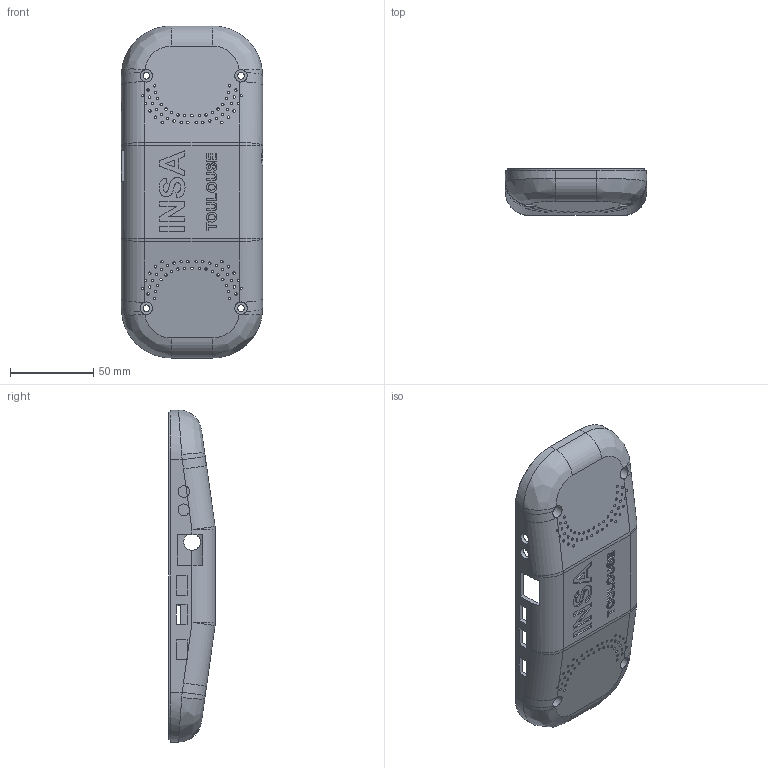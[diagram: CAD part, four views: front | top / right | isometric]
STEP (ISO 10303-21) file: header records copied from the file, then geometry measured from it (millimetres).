
FILE_DESCRIPTION(/* description */ (''),/* implementation_level */ '2;1');
FILE_NAME(/* name */ 'Partie basse-slim.stp',/* time_stamp */ '2019-04-25T14:34:11+02:00',/* author */ ('dimercur'),/* organization */ (''),/* preprocessor_version */ 'ST-DEVELOPER v17',/* originating_system */ 'Autodesk Inventor 2019',/* authorisation */ '');
FILE_SCHEMA (('AUTOMOTIVE_DESIGN { 1 0 10303 214 3 1 1 }'));
Length unit declared in the file: millimetre
Products named in the file (1): Partie basse-slim
Bounding box: 85 x 28 x 200 mm (x, y, z)
Volume: 60123.8 mm3; surface area: 52643.3 mm2
Topology: 1 solids, 1 shells, 357 faces, 1192 edges, 836 vertices
Faces by surface type: cylinder 141, plane 130, bspline 78, sphere 8
Full cylindrical faces by diameter (mm): 1.5 x90, 4 x4, 7 x2, 7.5 x4, 10 x1, 12.5 x4
Entity records: 15431 total; most frequent: CARTESIAN_POINT 4616, ORIENTED_EDGE 2384, DIRECTION 2038, EDGE_CURVE 1192, VERTEX_POINT 836, AXIS2_PLACEMENT_3D 754, EDGE_LOOP 560, LINE 530
